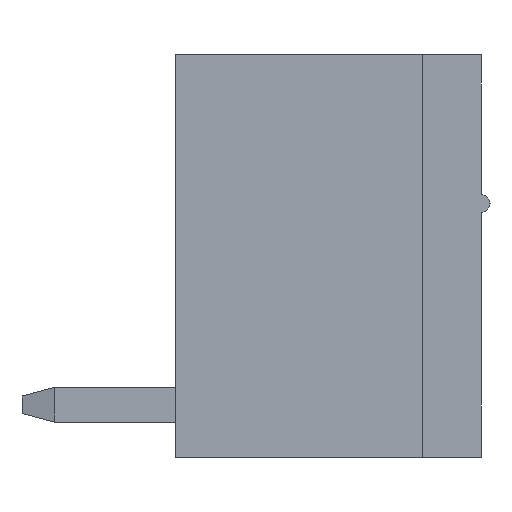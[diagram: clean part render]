
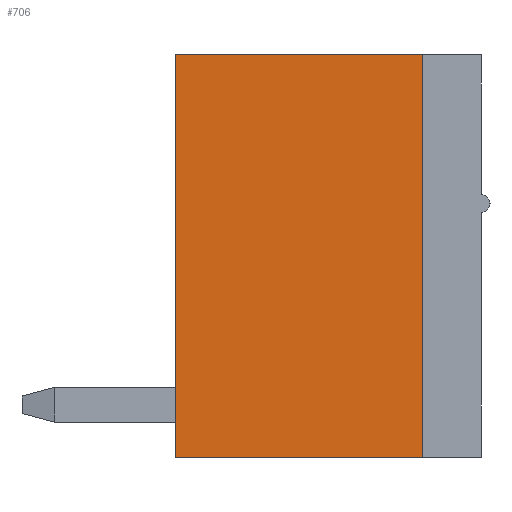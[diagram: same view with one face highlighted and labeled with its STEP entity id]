
A CAD part, left-side view. The second image highlights one B-rep face of the part: STEP entity #706.
In plain terms, the highlighted planar face has unit normal (-1, 0, 0).
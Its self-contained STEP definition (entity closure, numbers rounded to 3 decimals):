
#706 = ADVANCED_FACE( '', ( #1480 ), #1481, .T. );
#1480 = FACE_OUTER_BOUND( '', #2347, .T. );
#1481 = PLANE( '', #2348 );
#2347 = EDGE_LOOP( '', ( #4212, #4213, #4214, #4215 ) );
#2348 = AXIS2_PLACEMENT_3D( '', #4216, #4217, #4218 );
#4212 = ORIENTED_EDGE( '', *, *, #6053, .T. );
#4213 = ORIENTED_EDGE( '', *, *, #5535, .T. );
#4214 = ORIENTED_EDGE( '', *, *, #6054, .T. );
#4215 = ORIENTED_EDGE( '', *, *, #5808, .T. );
#4216 = CARTESIAN_POINT( '', ( -14.72, 0., 0. ) );
#4217 = DIRECTION( '', ( -1., 0., 0. ) );
#4218 = DIRECTION( '', ( 0., 0., 1. ) );
#5535 = EDGE_CURVE( '', #6743, #6741, #6744, .T. );
#5808 = EDGE_CURVE( '', #7175, #7173, #7176, .T. );
#6053 = EDGE_CURVE( '', #7173, #6743, #7515, .T. );
#6054 = EDGE_CURVE( '', #6741, #7175, #7516, .T. );
#6741 = VERTEX_POINT( '', #8442 );
#6743 = VERTEX_POINT( '', #8445 );
#6744 = LINE( '', #8446, #8447 );
#7173 = VERTEX_POINT( '', #9086 );
#7175 = VERTEX_POINT( '', #9089 );
#7176 = LINE( '', #9090, #9091 );
#7515 = LINE( '', #9758, #9759 );
#7516 = LINE( '', #9760, #9761 );
#8442 = CARTESIAN_POINT( '', ( -14.72, 3.5, 4.6 ) );
#8445 = CARTESIAN_POINT( '', ( -14.72, -2.15, 4.6 ) );
#8446 = CARTESIAN_POINT( '', ( -14.72, -2.15, 4.6 ) );
#8447 = VECTOR( '', #10442, 1000. );
#9086 = CARTESIAN_POINT( '', ( -14.72, -2.15, -4.6 ) );
#9089 = CARTESIAN_POINT( '', ( -14.72, 3.5, -4.6 ) );
#9090 = CARTESIAN_POINT( '', ( -14.72, 3.5, -4.6 ) );
#9091 = VECTOR( '', #10696, 1000. );
#9758 = CARTESIAN_POINT( '', ( -14.72, -2.15, -4.6 ) );
#9759 = VECTOR( '', #10887, 1000. );
#9760 = CARTESIAN_POINT( '', ( -14.72, 3.5, 4.6 ) );
#9761 = VECTOR( '', #10888, 1000. );
#10442 = DIRECTION( '', ( 0., 1., 0. ) );
#10696 = DIRECTION( '', ( 0., -1., 0. ) );
#10887 = DIRECTION( '', ( 0., 0., 1. ) );
#10888 = DIRECTION( '', ( 0., 0., -1. ) );
